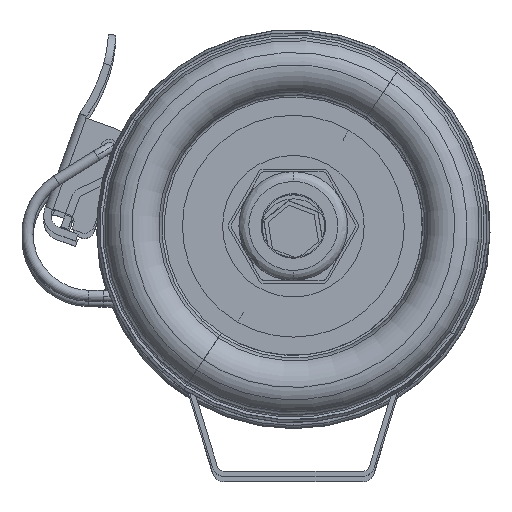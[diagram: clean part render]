
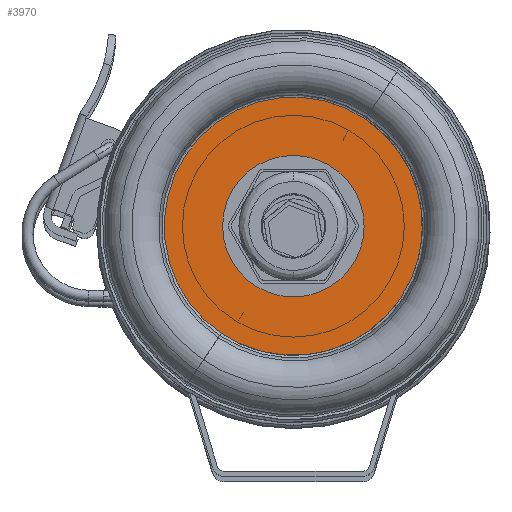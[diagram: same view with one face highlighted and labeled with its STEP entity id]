
A CAD part, top view. The second image highlights one B-rep face of the part: STEP entity #3970.
In plain terms, the highlighted face is planar.
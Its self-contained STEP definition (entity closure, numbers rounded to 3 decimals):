
#110 = AXIS2_PLACEMENT_3D ( 'NONE', #1318, #1226, #1145 ) ;
#199 = EDGE_LOOP ( 'NONE', ( #1184, #8991 ) ) ;
#838 = CIRCLE ( 'NONE', #21697, 11.25 ) ;
#1145 = DIRECTION ( 'NONE',  ( 0., 0., 1. ) ) ;
#1184 = ORIENTED_EDGE ( 'NONE', *, *, #23040, .T. ) ;
#1226 = DIRECTION ( 'NONE',  ( 0., 1., 0. ) ) ;
#1315 = VERTEX_POINT ( 'NONE', #14185 ) ;
#1318 = CARTESIAN_POINT ( 'NONE',  ( -32.25, -2., 0. ) ) ;
#1365 = PLANE ( 'NONE',  #110 ) ;
#2584 = DIRECTION ( 'NONE',  ( 0., 0., 1. ) ) ;
#3533 = DIRECTION ( 'NONE',  ( 0., 1., 0. ) ) ;
#3970 = ADVANCED_FACE ( 'NONE', ( #14943, #13818 ), #1365, .T. ) ;
#4003 = CARTESIAN_POINT ( 'NONE',  ( -32.25, -2., 11.25 ) ) ;
#4240 = CARTESIAN_POINT ( 'NONE',  ( -32.25, -2., 26. ) ) ;
#4900 = CARTESIAN_POINT ( 'NONE',  ( -32.25, -2., 0. ) ) ;
#5348 = EDGE_CURVE ( 'NONE', #19562, #9888, #21691, .T. ) ;
#8991 = ORIENTED_EDGE ( 'NONE', *, *, #5348, .T. ) ;
#9502 = DIRECTION ( 'NONE',  ( 0., 0., 1. ) ) ;
#9614 = DIRECTION ( 'NONE',  ( 0., -1., 0. ) ) ;
#9865 = DIRECTION ( 'NONE',  ( 0., 1., 0. ) ) ;
#9888 = VERTEX_POINT ( 'NONE', #4003 ) ;
#10059 = CARTESIAN_POINT ( 'NONE',  ( -32.25, -2., 0. ) ) ;
#10368 = EDGE_CURVE ( 'NONE', #20395, #1315, #22673, .T. ) ;
#10495 = DIRECTION ( 'NONE',  ( 0., -1., 0. ) ) ;
#10906 = AXIS2_PLACEMENT_3D ( 'NONE', #16865, #3533, #13172 ) ;
#11081 = AXIS2_PLACEMENT_3D ( 'NONE', #4900, #9865, #11991 ) ;
#11991 = DIRECTION ( 'NONE',  ( 0., 0., -1. ) ) ;
#13172 = DIRECTION ( 'NONE',  ( 0., 0., -1. ) ) ;
#13411 = CARTESIAN_POINT ( 'NONE',  ( -32.25, -2., 0. ) ) ;
#13818 = FACE_OUTER_BOUND ( 'NONE', #20406, .T. ) ;
#14185 = CARTESIAN_POINT ( 'NONE',  ( -32.25, -2., -26. ) ) ;
#14888 = ORIENTED_EDGE ( 'NONE', *, *, #10368, .T. ) ;
#14943 = FACE_BOUND ( 'NONE', #199, .T. ) ;
#15175 = ORIENTED_EDGE ( 'NONE', *, *, #22806, .T. ) ;
#15573 = CARTESIAN_POINT ( 'NONE',  ( -32.25, -2., -11.25 ) ) ;
#16865 = CARTESIAN_POINT ( 'NONE',  ( -32.25, -2., 0. ) ) ;
#18320 = AXIS2_PLACEMENT_3D ( 'NONE', #10059, #9614, #9502 ) ;
#19562 = VERTEX_POINT ( 'NONE', #15573 ) ;
#20395 = VERTEX_POINT ( 'NONE', #4240 ) ;
#20406 = EDGE_LOOP ( 'NONE', ( #15175, #14888 ) ) ;
#20452 = CIRCLE ( 'NONE', #10906, 26. ) ;
#21691 = CIRCLE ( 'NONE', #18320, 11.25 ) ;
#21697 = AXIS2_PLACEMENT_3D ( 'NONE', #13411, #10495, #2584 ) ;
#22673 = CIRCLE ( 'NONE', #11081, 26. ) ;
#22806 = EDGE_CURVE ( 'NONE', #1315, #20395, #20452, .T. ) ;
#23040 = EDGE_CURVE ( 'NONE', #9888, #19562, #838, .T. ) ;
